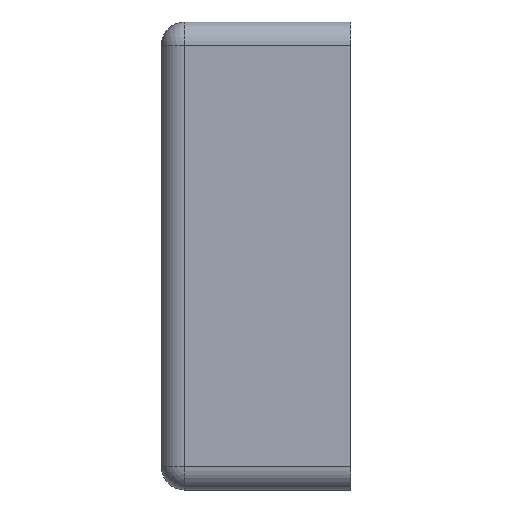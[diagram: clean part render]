
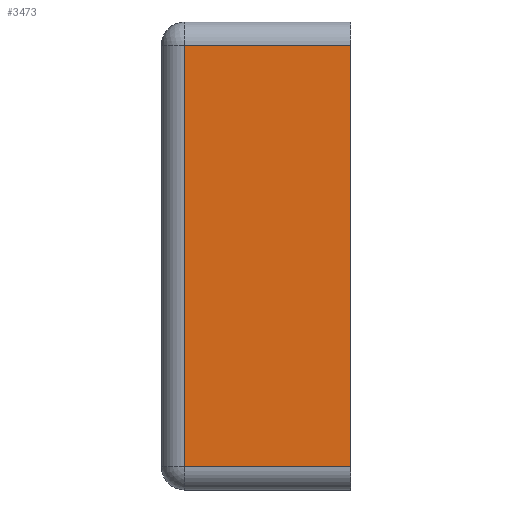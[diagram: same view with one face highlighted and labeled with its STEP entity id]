
A CAD part, left-side view. The second image highlights one B-rep face of the part: STEP entity #3473.
In plain terms, the highlighted planar face has unit normal (-1, 0, 0).
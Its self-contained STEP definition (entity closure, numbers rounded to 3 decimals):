
#2622=CARTESIAN_POINT('',(-40.0,14.2,-18.));
#2623=VERTEX_POINT('',#2622);
#2648=CARTESIAN_POINT('',(-40.0,0.0,-18.));
#2649=VERTEX_POINT('',#2648);
#2657=CARTESIAN_POINT('',(-40.0,0.0,-18.));
#2658=DIRECTION('',(0.0,1.0,0.0));
#2659=VECTOR('',#2658,14.2);
#2660=LINE('',#2657,#2659);
#2661=EDGE_CURVE('',#2649,#2623,#2660,.T.);
#2678=CARTESIAN_POINT('',(-40.,14.2,18.0));
#2679=VERTEX_POINT('',#2678);
#2713=CARTESIAN_POINT('',(-40.,0.0,18.0));
#2714=VERTEX_POINT('',#2713);
#2731=CARTESIAN_POINT('',(-40.,14.2,18.0));
#2732=DIRECTION('',(0.0,-1.0,0.0));
#2733=VECTOR('',#2732,14.2);
#2734=LINE('',#2731,#2733);
#2735=EDGE_CURVE('',#2679,#2714,#2734,.T.);
#2775=CARTESIAN_POINT('',(-40.,14.2,-18.));
#2776=DIRECTION('',(0.0,0.0,1.0));
#2777=VECTOR('',#2776,36.0);
#2778=LINE('',#2775,#2777);
#2779=EDGE_CURVE('',#2623,#2679,#2778,.T.);
#2923=CARTESIAN_POINT('',(-40.,0.0,18.0));
#2924=DIRECTION('',(0.0,0.0,-1.0));
#2925=VECTOR('',#2924,36.);
#2926=LINE('',#2923,#2925);
#2927=EDGE_CURVE('',#2714,#2649,#2926,.T.);
#3462=CARTESIAN_POINT('',(-40.0,0.0,-20.));
#3463=DIRECTION('',(-1.0,0.0,0.0));
#3464=DIRECTION('',(0.0,0.0,1.0));
#3465=AXIS2_PLACEMENT_3D('',#3462,#3463,#3464);
#3466=PLANE('',#3465);
#3467=ORIENTED_EDGE('',*,*,#2661,.F.);
#3468=ORIENTED_EDGE('',*,*,#2927,.F.);
#3469=ORIENTED_EDGE('',*,*,#2735,.F.);
#3470=ORIENTED_EDGE('',*,*,#2779,.F.);
#3471=EDGE_LOOP('',(#3467,#3468,#3469,#3470));
#3472=FACE_OUTER_BOUND('',#3471,.T.);
#3473=ADVANCED_FACE('',(#3472),#3466,.T.);
